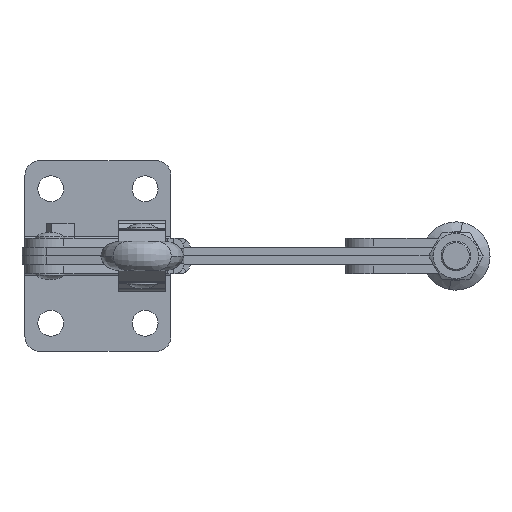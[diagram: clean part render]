
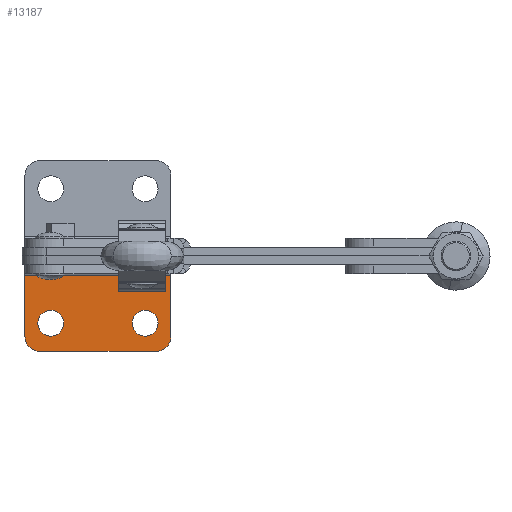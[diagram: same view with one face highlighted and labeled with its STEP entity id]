
A CAD part, front view. The second image highlights one B-rep face of the part: STEP entity #13187.
In plain terms, the highlighted planar face has unit normal (0, -1, 0).
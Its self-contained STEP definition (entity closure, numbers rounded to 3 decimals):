
#462 = CIRCLE ( 'NONE', #764, 4.35 ) ;
#470 = CIRCLE ( 'NONE', #766, 4.35 ) ;
#619 = AXIS2_PLACEMENT_3D ( 'NONE', #1119, #1117, #1122 ) ;
#764 = AXIS2_PLACEMENT_3D ( 'NONE', #26573, #26574, #26575 ) ;
#766 = AXIS2_PLACEMENT_3D ( 'NONE', #26583, #26584, #26585 ) ;
#809 = AXIS2_PLACEMENT_3D ( 'NONE', #27043, #27044, #27045 ) ;
#810 = AXIS2_PLACEMENT_3D ( 'NONE', #27046, #27047, #27048 ) ;
#811 = AXIS2_PLACEMENT_3D ( 'NONE', #30446, #1625, #1626 ) ;
#812 = AXIS2_PLACEMENT_3D ( 'NONE', #1629, #1630, #1631 ) ;
#1117 = DIRECTION ( 'NONE',  ( 0., -1., 0. ) ) ;
#1119 = CARTESIAN_POINT ( 'NONE',  ( -11.5, 65., -27.15 ) ) ;
#1120 = PLANE ( 'NONE',  #619 ) ;
#1122 = DIRECTION ( 'NONE',  ( 0., 0., 1. ) ) ;
#1625 = DIRECTION ( 'NONE',  ( 0., -1., 0. ) ) ;
#1626 = DIRECTION ( 'NONE',  ( 0., 0., -1. ) ) ;
#1629 = CARTESIAN_POINT ( 'NONE',  ( -15.2, 65., -22.65 ) ) ;
#1630 = DIRECTION ( 'NONE',  ( 0., -1., 0. ) ) ;
#1631 = DIRECTION ( 'NONE',  ( 0., 0., -1. ) ) ;
#1643 = CARTESIAN_POINT ( 'NONE',  ( -55.7, 65., -6.5 ) ) ;
#1649 = CARTESIAN_POINT ( 'NONE',  ( -55.7, 65., -27.15 ) ) ;
#1650 = DIRECTION ( 'NONE',  ( 0., 0., -1. ) ) ;
#1653 = CARTESIAN_POINT ( 'NONE',  ( -6.5, 65., -6. ) ) ;
#1654 = DIRECTION ( 'NONE',  ( 0., 0., 1. ) ) ;
#1657 = DIRECTION ( 'NONE',  ( 1., 0., 0. ) ) ;
#2550 = FACE_BOUND ( 'NONE', #10654, .T. ) ;
#2557 = FACE_OUTER_BOUND ( 'NONE', #10662, .T. ) ;
#2561 = FACE_BOUND ( 'NONE', #10646, .T. ) ;
#2869 = CARTESIAN_POINT ( 'NONE',  ( -6.5, 65., -6.5 ) ) ;
#2890 = CARTESIAN_POINT ( 'NONE',  ( -47., 65., -18.3 ) ) ;
#3046 = CARTESIAN_POINT ( 'NONE',  ( -55.7, 65., -27.15 ) ) ;
#3366 = CARTESIAN_POINT ( 'NONE',  ( -15.2, 65., -18.3 ) ) ;
#3545 = CARTESIAN_POINT ( 'NONE',  ( -6.5, 65., -27.15 ) ) ;
#3614 = CARTESIAN_POINT ( 'NONE',  ( -47., 65., -27. ) ) ;
#3653 = CARTESIAN_POINT ( 'NONE',  ( -55.7, 65., -6.5 ) ) ;
#3763 = CARTESIAN_POINT ( 'NONE',  ( -15.2, 65., -27. ) ) ;
#3813 = CARTESIAN_POINT ( 'NONE',  ( -11.5, 65., -32.15 ) ) ;
#3828 = CARTESIAN_POINT ( 'NONE',  ( -50.7, 65., -32.15 ) ) ;
#9164 = VERTEX_POINT ( 'NONE', #2869 ) ;
#9185 = VERTEX_POINT ( 'NONE', #2890 ) ;
#10646 = EDGE_LOOP ( 'NONE', ( #18427, #18244 ) ) ;
#10654 = EDGE_LOOP ( 'NONE', ( #17917, #18276 ) ) ;
#10662 = EDGE_LOOP ( 'NONE', ( #18502, #18260, #18409, #17429, #18318, #18077 ) ) ;
#10737 = VERTEX_POINT ( 'NONE', #3046 ) ;
#11057 = VERTEX_POINT ( 'NONE', #3366 ) ;
#11239 = VERTEX_POINT ( 'NONE', #3545 ) ;
#11312 = VERTEX_POINT ( 'NONE', #3614 ) ;
#11353 = VERTEX_POINT ( 'NONE', #3653 ) ;
#11467 = VERTEX_POINT ( 'NONE', #3763 ) ;
#11517 = VERTEX_POINT ( 'NONE', #3813 ) ;
#11532 = VERTEX_POINT ( 'NONE', #3828 ) ;
#13187 = ADVANCED_FACE ( 'NONE', ( #2550, #2561, #2557 ), #1120, .T. ) ;
#17429 = ORIENTED_EDGE ( 'NONE', *, *, #26328, .T. ) ;
#17917 = ORIENTED_EDGE ( 'NONE', *, *, #26330, .F. ) ;
#18077 = ORIENTED_EDGE ( 'NONE', *, *, #26326, .T. ) ;
#18244 = ORIENTED_EDGE ( 'NONE', *, *, #26188, .F. ) ;
#18260 = ORIENTED_EDGE ( 'NONE', *, *, #26342, .F. ) ;
#18276 = ORIENTED_EDGE ( 'NONE', *, *, #26184, .F. ) ;
#18318 = ORIENTED_EDGE ( 'NONE', *, *, #26327, .T. ) ;
#18409 = ORIENTED_EDGE ( 'NONE', *, *, #26338, .T. ) ;
#18427 = ORIENTED_EDGE ( 'NONE', *, *, #26329, .F. ) ;
#18502 = ORIENTED_EDGE ( 'NONE', *, *, #26340, .T. ) ;
#26184 = EDGE_CURVE ( 'NONE', #11057, #11467, #462, .T. ) ;
#26188 = EDGE_CURVE ( 'NONE', #9185, #11312, #470, .T. ) ;
#26326 = EDGE_CURVE ( 'NONE', #11517, #11239, #27970, .T. ) ;
#26327 = EDGE_CURVE ( 'NONE', #11532, #11517, #27975, .T. ) ;
#26328 = EDGE_CURVE ( 'NONE', #10737, #11532, #27979, .T. ) ;
#26329 = EDGE_CURVE ( 'NONE', #11312, #9185, #27984, .T. ) ;
#26330 = EDGE_CURVE ( 'NONE', #11467, #11057, #27986, .T. ) ;
#26338 = EDGE_CURVE ( 'NONE', #11353, #10737, #28005, .T. ) ;
#26340 = EDGE_CURVE ( 'NONE', #11239, #9164, #28014, .T. ) ;
#26342 = EDGE_CURVE ( 'NONE', #11353, #9164, #28002, .T. ) ;
#26573 = CARTESIAN_POINT ( 'NONE',  ( -15.2, 65., -22.65 ) ) ;
#26574 = DIRECTION ( 'NONE',  ( 0., -1., 0. ) ) ;
#26575 = DIRECTION ( 'NONE',  ( 0., 0., -1. ) ) ;
#26583 = CARTESIAN_POINT ( 'NONE',  ( -47., 65., -22.65 ) ) ;
#26584 = DIRECTION ( 'NONE',  ( 0., -1., 0. ) ) ;
#26585 = DIRECTION ( 'NONE',  ( 0., 0., -1. ) ) ;
#27041 = DIRECTION ( 'NONE',  ( 1., 0., 0. ) ) ;
#27042 = CARTESIAN_POINT ( 'NONE',  ( -11.5, 65., -32.15 ) ) ;
#27043 = CARTESIAN_POINT ( 'NONE',  ( -11.5, 65., -27.15 ) ) ;
#27044 = DIRECTION ( 'NONE',  ( 0., -1., 0. ) ) ;
#27045 = DIRECTION ( 'NONE',  ( 0., 0., 1. ) ) ;
#27046 = CARTESIAN_POINT ( 'NONE',  ( -50.7, 65., -27.15 ) ) ;
#27047 = DIRECTION ( 'NONE',  ( 0., -1., 0. ) ) ;
#27048 = DIRECTION ( 'NONE',  ( 0., 0., 1. ) ) ;
#27970 = CIRCLE ( 'NONE', #809, 5. ) ;
#27975 = LINE ( 'NONE', #27042, #27981 ) ;
#27979 = CIRCLE ( 'NONE', #810, 5. ) ;
#27981 = VECTOR ( 'NONE', #27041, 1000. ) ;
#27984 = CIRCLE ( 'NONE', #811, 4.35 ) ;
#27986 = CIRCLE ( 'NONE', #812, 4.35 ) ;
#28002 = LINE ( 'NONE', #1643, #28029 ) ;
#28005 = LINE ( 'NONE', #1649, #28012 ) ;
#28012 = VECTOR ( 'NONE', #1650, 1000. ) ;
#28014 = LINE ( 'NONE', #1653, #28021 ) ;
#28021 = VECTOR ( 'NONE', #1654, 1000. ) ;
#28029 = VECTOR ( 'NONE', #1657, 1000. ) ;
#30446 = CARTESIAN_POINT ( 'NONE',  ( -47., 65., -22.65 ) ) ;
